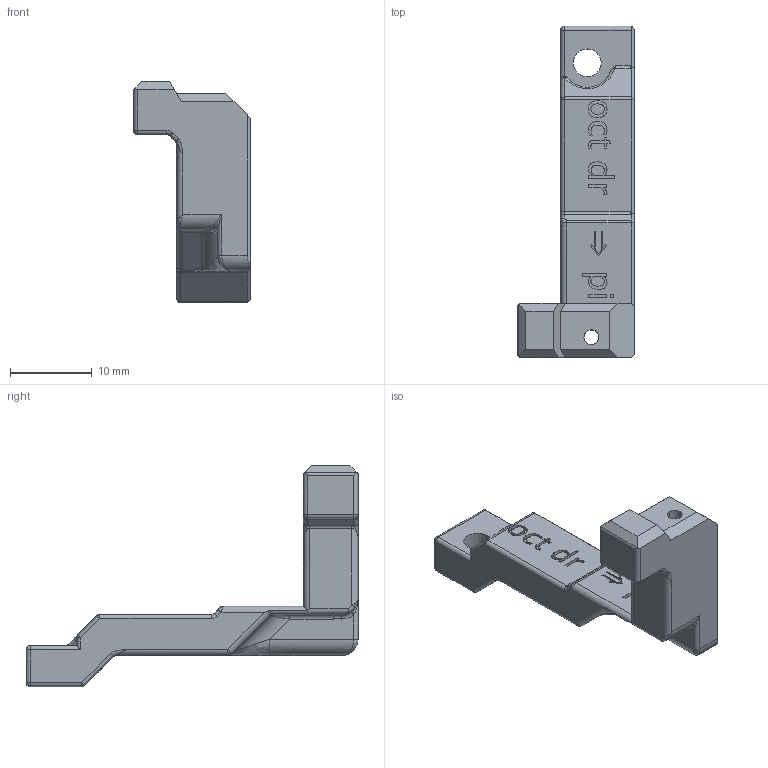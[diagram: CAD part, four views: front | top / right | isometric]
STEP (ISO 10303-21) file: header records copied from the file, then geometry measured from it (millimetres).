
FILE_DESCRIPTION (( 'STEP AP214' ), '1' );
FILE_NAME ('oct_dr_to_pi.STEP', '2021-09-08T07:54:27', ( '' ), ( '' ), 'SwSTEP 2.0', 'SolidWorks 2021', '' );
FILE_SCHEMA (( 'AUTOMOTIVE_DESIGN' ));
Length unit declared in the file: millimetre
Products named in the file (1): oct_dr_to_pi
Bounding box: 14.25 x 40.5 x 27 mm (x, y, z)
Volume: 2703.8 mm3; surface area: 1973.5 mm2
Topology: 1 solids, 1 shells, 224 faces, 581 edges, 358 vertices
Faces by surface type: plane 107, bspline 59, cylinder 46, sphere 7, torus 5
Entity records: 9099 total; most frequent: CARTESIAN_POINT 4155, ORIENTED_EDGE 1138, DIRECTION 825, EDGE_CURVE 569, VERTEX_POINT 358, LINE 349, VECTOR 349, EDGE_LOOP 239
